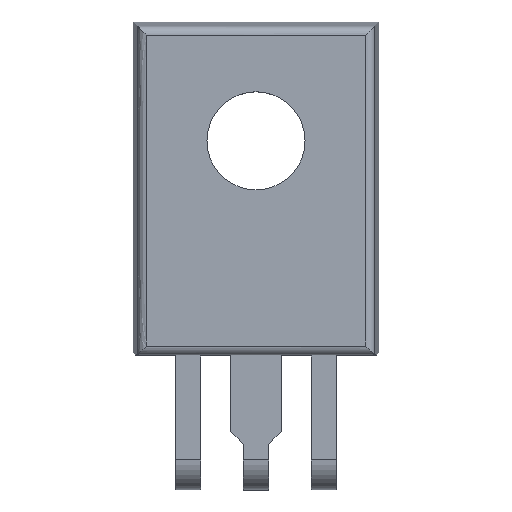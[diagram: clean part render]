
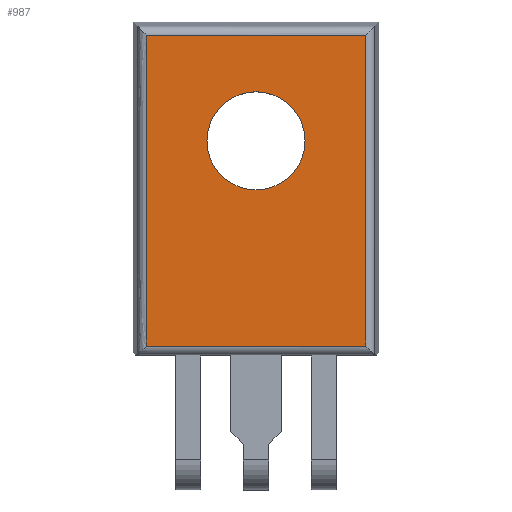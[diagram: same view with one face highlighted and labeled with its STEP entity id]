
A CAD part, top view. The second image highlights one B-rep face of the part: STEP entity #987.
In plain terms, the highlighted planar face has unit normal (0, 0, 1).
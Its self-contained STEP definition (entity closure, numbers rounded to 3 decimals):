
#306=CARTESIAN_POINT('',(1.65,11.43,3.45));
#307=VERTEX_POINT('',#306);
#323=CARTESIAN_POINT('',(-1.65,11.43,3.45));
#324=VERTEX_POINT('',#323);
#331=CARTESIAN_POINT('',(0.,11.43,3.45));
#332=DIRECTION('',(0.0,0.0,-1.0));
#333=DIRECTION('',(1.0,0.0,0.0));
#334=AXIS2_PLACEMENT_3D('',#331,#332,#333);
#335=CIRCLE('',#334,1.65);
#336=EDGE_CURVE('',#307,#324,#335,.T.);
#734=CARTESIAN_POINT('',(3.685,14.981,3.45));
#735=VERTEX_POINT('',#734);
#743=CARTESIAN_POINT('',(3.685,4.53,3.45));
#744=VERTEX_POINT('',#743);
#745=CARTESIAN_POINT('',(3.685,14.981,3.45));
#746=DIRECTION('',(0.0,-1.0,0.0));
#747=VECTOR('',#746,10.451);
#748=LINE('',#745,#747);
#749=EDGE_CURVE('',#735,#744,#748,.T.);
#790=CARTESIAN_POINT('',(-3.685,14.981,3.45));
#791=VERTEX_POINT('',#790);
#807=CARTESIAN_POINT('',(-3.685,4.53,3.45));
#808=VERTEX_POINT('',#807);
#816=CARTESIAN_POINT('',(-3.685,4.53,3.45));
#817=DIRECTION('',(0.0,1.0,0.0));
#818=VECTOR('',#817,10.451);
#819=LINE('',#816,#818);
#820=EDGE_CURVE('',#808,#791,#819,.T.);
#906=CARTESIAN_POINT('',(0.,11.43,3.45));
#907=DIRECTION('',(0.0,0.0,-1.0));
#908=DIRECTION('',(1.0,0.0,0.0));
#909=AXIS2_PLACEMENT_3D('',#906,#907,#908);
#910=CIRCLE('',#909,1.65);
#911=EDGE_CURVE('',#324,#307,#910,.T.);
#927=CARTESIAN_POINT('',(-3.685,14.981,3.45));
#928=DIRECTION('',(1.0,0.0,0.0));
#929=VECTOR('',#928,7.369);
#930=LINE('',#927,#929);
#931=EDGE_CURVE('',#791,#735,#930,.T.);
#959=CARTESIAN_POINT('',(-3.685,4.53,3.45));
#960=DIRECTION('',(1.0,0.0,0.0));
#961=VECTOR('',#960,7.369);
#962=LINE('',#959,#961);
#963=EDGE_CURVE('',#808,#744,#962,.T.);
#972=CARTESIAN_POINT('',(-4.15,4.53,3.45));
#973=DIRECTION('',(0.0,0.0,1.0));
#974=DIRECTION('',(1.0,0.0,0.0));
#975=AXIS2_PLACEMENT_3D('',#972,#973,#974);
#976=PLANE('',#975);
#977=ORIENTED_EDGE('',*,*,#749,.F.);
#978=ORIENTED_EDGE('',*,*,#931,.F.);
#979=ORIENTED_EDGE('',*,*,#820,.F.);
#980=ORIENTED_EDGE('',*,*,#963,.T.);
#981=EDGE_LOOP('',(#977,#978,#979,#980));
#982=FACE_OUTER_BOUND('',#981,.T.);
#983=ORIENTED_EDGE('',*,*,#336,.T.);
#984=ORIENTED_EDGE('',*,*,#911,.T.);
#985=EDGE_LOOP('',(#983,#984));
#986=FACE_BOUND('',#985,.T.);
#987=ADVANCED_FACE('',(#982,#986),#976,.T.);
